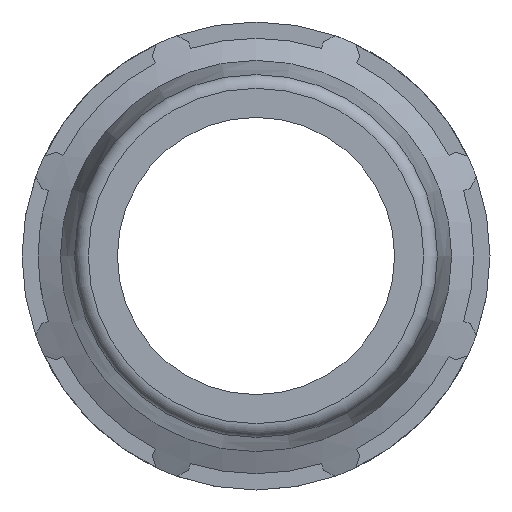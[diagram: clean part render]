
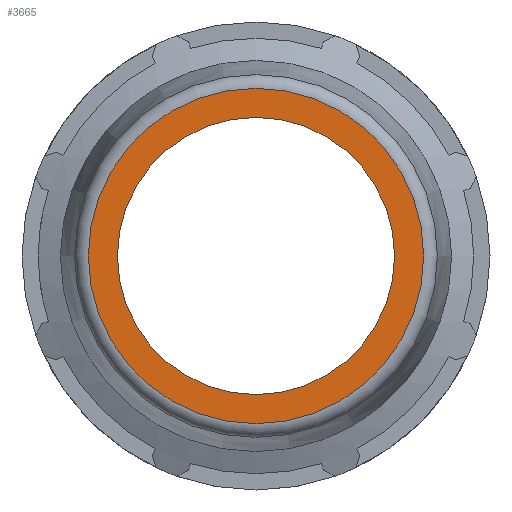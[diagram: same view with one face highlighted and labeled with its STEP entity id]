
A CAD part, left-side view. The second image highlights one B-rep face of the part: STEP entity #3665.
In plain terms, the highlighted planar face has unit normal (-1, 0, 0).
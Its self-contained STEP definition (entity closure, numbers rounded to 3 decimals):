
#734=PLANE('',#3971);
#837=FACE_BOUND('',#1216,.T.);
#968=FACE_OUTER_BOUND('',#1215,.T.);
#1215=EDGE_LOOP('',(#2834));
#1216=EDGE_LOOP('',(#2835));
#1453=CIRCLE('',#3969,54.448);
#1454=CIRCLE('',#3972,45.);
#1727=VERTEX_POINT('',#5964);
#1728=VERTEX_POINT('',#5968);
#2144=EDGE_CURVE('',#1727,#1727,#1453,.T.);
#2145=EDGE_CURVE('',#1728,#1728,#1454,.T.);
#2834=ORIENTED_EDGE('',*,*,#2144,.T.);
#2835=ORIENTED_EDGE('',*,*,#2145,.T.);
#3665=ADVANCED_FACE('',(#968,#837),#734,.F.);
#3969=AXIS2_PLACEMENT_3D('',#5965,#4670,#4671);
#3971=AXIS2_PLACEMENT_3D('',#5967,#4674,#4675);
#3972=AXIS2_PLACEMENT_3D('',#5969,#4676,#4677);
#4670=DIRECTION('center_axis',(-1.,0.,0.));
#4671=DIRECTION('ref_axis',(0.,-1.,0.));
#4674=DIRECTION('center_axis',(1.,0.,0.));
#4675=DIRECTION('ref_axis',(0.,0.,-1.));
#4676=DIRECTION('center_axis',(1.,0.,0.));
#4677=DIRECTION('ref_axis',(0.,0.,-1.));
#5964=CARTESIAN_POINT('',(-167.,54.448,0.));
#5965=CARTESIAN_POINT('Origin',(-167.,0.,0.));
#5967=CARTESIAN_POINT('Origin',(-167.,45.,0.));
#5968=CARTESIAN_POINT('',(-167.,45.,0.));
#5969=CARTESIAN_POINT('Origin',(-167.,0.,0.));
